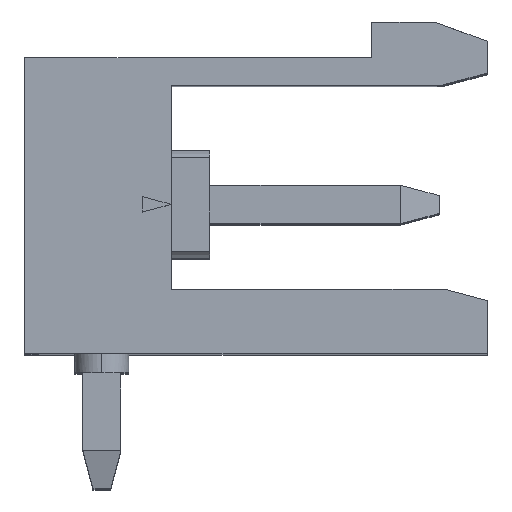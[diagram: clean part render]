
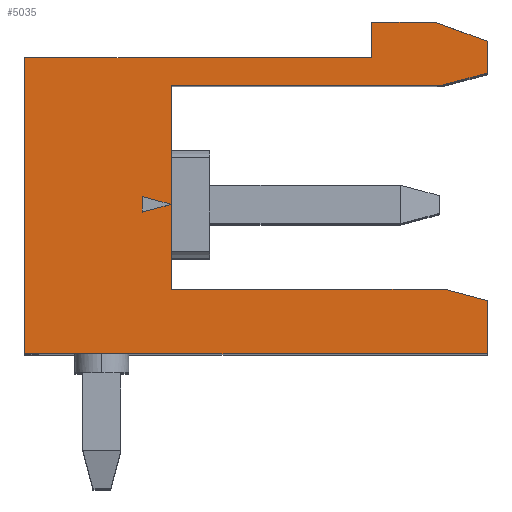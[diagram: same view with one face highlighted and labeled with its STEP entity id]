
A CAD part, top view. The second image highlights one B-rep face of the part: STEP entity #5035.
In plain terms, the highlighted planar face has unit normal (0, 0, 1).
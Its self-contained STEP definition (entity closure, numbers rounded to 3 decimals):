
#173 = LINE ( 'NONE', #5168, #1135 ) ;
#220 = ORIENTED_EDGE ( 'NONE', *, *, #3388, .T. ) ;
#272 = CARTESIAN_POINT ( 'NONE',  ( 45.627, 45.443, 2.54 ) ) ;
#391 = LINE ( 'NONE', #2356, #10860 ) ;
#462 = ORIENTED_EDGE ( 'NONE', *, *, #10166, .F. ) ;
#463 = CARTESIAN_POINT ( 'NONE',  ( 47.468, 44.737, 2.54 ) ) ;
#492 = ORIENTED_EDGE ( 'NONE', *, *, #1457, .F. ) ;
#700 = LINE ( 'NONE', #8475, #8464 ) ;
#740 = VERTEX_POINT ( 'NONE', #5553 ) ;
#777 = CARTESIAN_POINT ( 'NONE',  ( 48.627, 39.69, 2.54 ) ) ;
#910 = ORIENTED_EDGE ( 'NONE', *, *, #2806, .T. ) ;
#1032 = ORIENTED_EDGE ( 'NONE', *, *, #9769, .T. ) ;
#1135 = VECTOR ( 'NONE', #7187, 1000. ) ;
#1185 = CARTESIAN_POINT ( 'NONE',  ( 40.427, 39.69, 2.54 ) ) ;
#1201 = VECTOR ( 'NONE', #6117, 1000. ) ;
#1209 = DIRECTION ( 'NONE',  ( 0.966, -0.259, 0. ) ) ;
#1457 = EDGE_CURVE ( 'NONE', #8209, #10027, #7048, .T. ) ;
#1467 = FACE_BOUND ( 'NONE', #9992, .T. ) ;
#1508 = VECTOR ( 'NONE', #9619, 1000. ) ;
#1714 = VECTOR ( 'NONE', #10226, 1000. ) ;
#2109 = DIRECTION ( 'NONE',  ( 0., 1., 0. ) ) ;
#2130 = VERTEX_POINT ( 'NONE', #6604 ) ;
#2211 = CARTESIAN_POINT ( 'NONE',  ( 45.627, 46.373, 2.54 ) ) ;
#2220 = CARTESIAN_POINT ( 'NONE',  ( 39.845, 45.443, 2.54 ) ) ;
#2272 = DIRECTION ( 'NONE',  ( -1., 0., 0. ) ) ;
#2356 = CARTESIAN_POINT ( 'NONE',  ( 36.627, 44.573, 2.54 ) ) ;
#2504 = CARTESIAN_POINT ( 'NONE',  ( 48.627, 37.773, 2.54 ) ) ;
#2542 = CARTESIAN_POINT ( 'NONE',  ( 40.427, 39.443, 2.54 ) ) ;
#2789 = EDGE_CURVE ( 'NONE', #2130, #2998, #8966, .T. ) ;
#2806 = EDGE_CURVE ( 'NONE', #3645, #5176, #3540, .T. ) ;
#2887 = ORIENTED_EDGE ( 'NONE', *, *, #5966, .T. ) ;
#2998 = VERTEX_POINT ( 'NONE', #8838 ) ;
#3217 = VECTOR ( 'NONE', #9607, 1000. ) ;
#3230 = DIRECTION ( 'NONE',  ( -1., 0., 0. ) ) ;
#3388 = EDGE_CURVE ( 'NONE', #9674, #740, #5415, .T. ) ;
#3457 = EDGE_CURVE ( 'NONE', #6858, #8031, #11933, .T. ) ;
#3502 = ORIENTED_EDGE ( 'NONE', *, *, #10930, .F. ) ;
#3540 = LINE ( 'NONE', #12323, #11667 ) ;
#3645 = VERTEX_POINT ( 'NONE', #2504 ) ;
#3806 = VECTOR ( 'NONE', #2272, 1000. ) ;
#4095 = CARTESIAN_POINT ( 'NONE',  ( 48.627, 45.048, 2.54 ) ) ;
#4112 = FACE_OUTER_BOUND ( 'NONE', #12101, .T. ) ;
#4282 = AXIS2_PLACEMENT_3D ( 'NONE', #11102, #5016, #12146 ) ;
#4464 = LINE ( 'NONE', #463, #1508 ) ;
#4495 = CARTESIAN_POINT ( 'NONE',  ( 39.677, 39.69, 2.54 ) ) ;
#4525 = EDGE_CURVE ( 'NONE', #8031, #2130, #7656, .T. ) ;
#4595 = CARTESIAN_POINT ( 'NONE',  ( 47.253, 46.373, 2.54 ) ) ;
#4644 = CARTESIAN_POINT ( 'NONE',  ( 39.677, 41.442, 2.54 ) ) ;
#4730 = DIRECTION ( 'NONE',  ( 0., 1., 0. ) ) ;
#4931 = VECTOR ( 'NONE', #10326, 1000. ) ;
#5016 = DIRECTION ( 'NONE',  ( 0., 0., 1. ) ) ;
#5035 = ADVANCED_FACE ( 'NONE', ( #4112, #1467 ), #12102, .T. ) ;
#5168 = CARTESIAN_POINT ( 'NONE',  ( 48.627, 39.143, 2.54 ) ) ;
#5176 = VERTEX_POINT ( 'NONE', #12408 ) ;
#5415 = LINE ( 'NONE', #4495, #10529 ) ;
#5537 = DIRECTION ( 'NONE',  ( 0., 1., 0. ) ) ;
#5553 = CARTESIAN_POINT ( 'NONE',  ( 39.677, 41.844, 2.54 ) ) ;
#5728 = EDGE_CURVE ( 'NONE', #7487, #7392, #10203, .T. ) ;
#5852 = VECTOR ( 'NONE', #8830, 1000. ) ;
#5966 = EDGE_CURVE ( 'NONE', #5176, #6858, #173, .T. ) ;
#6117 = DIRECTION ( 'NONE',  ( 1., 0., 0. ) ) ;
#6174 = LINE ( 'NONE', #2220, #11261 ) ;
#6268 = ORIENTED_EDGE ( 'NONE', *, *, #11908, .T. ) ;
#6352 = CARTESIAN_POINT ( 'NONE',  ( 47.507, 39.443, 2.54 ) ) ;
#6604 = CARTESIAN_POINT ( 'NONE',  ( 40.427, 44.736, 2.54 ) ) ;
#6762 = EDGE_CURVE ( 'NONE', #740, #12175, #10089, .T. ) ;
#6858 = VERTEX_POINT ( 'NONE', #6352 ) ;
#6875 = VECTOR ( 'NONE', #4730, 1000. ) ;
#6925 = EDGE_CURVE ( 'NONE', #12175, #9674, #8315, .T. ) ;
#7048 = LINE ( 'NONE', #9201, #1714 ) ;
#7187 = DIRECTION ( 'NONE',  ( -0.966, 0.259, 0. ) ) ;
#7312 = CARTESIAN_POINT ( 'NONE',  ( 39.845, 39.443, 2.54 ) ) ;
#7392 = VERTEX_POINT ( 'NONE', #7488 ) ;
#7487 = VERTEX_POINT ( 'NONE', #4595 ) ;
#7488 = CARTESIAN_POINT ( 'NONE',  ( 48.627, 45.873, 2.54 ) ) ;
#7656 = LINE ( 'NONE', #1185, #4931 ) ;
#7810 = CARTESIAN_POINT ( 'NONE',  ( 47.94, 46.123, 2.54 ) ) ;
#8031 = VERTEX_POINT ( 'NONE', #2542 ) ;
#8076 = ORIENTED_EDGE ( 'NONE', *, *, #10114, .F. ) ;
#8124 = VERTEX_POINT ( 'NONE', #4095 ) ;
#8195 = ORIENTED_EDGE ( 'NONE', *, *, #6762, .T. ) ;
#8209 = VERTEX_POINT ( 'NONE', #272 ) ;
#8236 = CARTESIAN_POINT ( 'NONE',  ( 39.845, 44.736, 2.54 ) ) ;
#8315 = LINE ( 'NONE', #8549, #3217 ) ;
#8464 = VECTOR ( 'NONE', #9535, 1000. ) ;
#8475 = CARTESIAN_POINT ( 'NONE',  ( 47.427, 46.373, 2.54 ) ) ;
#8549 = CARTESIAN_POINT ( 'NONE',  ( 40.427, 41.643, 2.54 ) ) ;
#8723 = CARTESIAN_POINT ( 'NONE',  ( 36.627, 37.773, 2.54 ) ) ;
#8830 = DIRECTION ( 'NONE',  ( 0.94, -0.342, 0. ) ) ;
#8838 = CARTESIAN_POINT ( 'NONE',  ( 47.464, 44.736, 2.54 ) ) ;
#8881 = LINE ( 'NONE', #9704, #11579 ) ;
#8954 = ORIENTED_EDGE ( 'NONE', *, *, #2789, .T. ) ;
#8966 = LINE ( 'NONE', #8236, #1201 ) ;
#9201 = CARTESIAN_POINT ( 'NONE',  ( 45.627, 46.373, 2.54 ) ) ;
#9364 = CARTESIAN_POINT ( 'NONE',  ( 40.427, 41.643, 2.54 ) ) ;
#9535 = DIRECTION ( 'NONE',  ( 1., 0., 0. ) ) ;
#9572 = CARTESIAN_POINT ( 'NONE',  ( 36.627, 45.443, 2.54 ) ) ;
#9607 = DIRECTION ( 'NONE',  ( -0.966, -0.259, 0. ) ) ;
#9619 = DIRECTION ( 'NONE',  ( -0.966, -0.259, 0. ) ) ;
#9642 = LINE ( 'NONE', #777, #6875 ) ;
#9674 = VERTEX_POINT ( 'NONE', #4644 ) ;
#9701 = ORIENTED_EDGE ( 'NONE', *, *, #4525, .T. ) ;
#9704 = CARTESIAN_POINT ( 'NONE',  ( 38.127, 37.773, 2.54 ) ) ;
#9769 = EDGE_CURVE ( 'NONE', #8124, #7392, #9642, .T. ) ;
#9991 = CARTESIAN_POINT ( 'NONE',  ( 39.677, 41.844, 2.54 ) ) ;
#9992 = EDGE_LOOP ( 'NONE', ( #8195, #11732, #220 ) ) ;
#10027 = VERTEX_POINT ( 'NONE', #2211 ) ;
#10089 = LINE ( 'NONE', #9991, #12792 ) ;
#10095 = EDGE_CURVE ( 'NONE', #10972, #10143, #391, .T. ) ;
#10114 = EDGE_CURVE ( 'NONE', #10027, #7487, #700, .T. ) ;
#10143 = VERTEX_POINT ( 'NONE', #9572 ) ;
#10166 = EDGE_CURVE ( 'NONE', #8124, #2998, #4464, .T. ) ;
#10203 = LINE ( 'NONE', #7810, #5852 ) ;
#10226 = DIRECTION ( 'NONE',  ( 0., 1., 0. ) ) ;
#10326 = DIRECTION ( 'NONE',  ( 0., 1., 0. ) ) ;
#10529 = VECTOR ( 'NONE', #5537, 1000. ) ;
#10715 = DIRECTION ( 'NONE',  ( -1., 0., 0. ) ) ;
#10860 = VECTOR ( 'NONE', #12524, 1000. ) ;
#10930 = EDGE_CURVE ( 'NONE', #3645, #10972, #8881, .T. ) ;
#10972 = VERTEX_POINT ( 'NONE', #8723 ) ;
#11102 = CARTESIAN_POINT ( 'NONE',  ( 39.845, 39.69, 2.54 ) ) ;
#11261 = VECTOR ( 'NONE', #3230, 1000. ) ;
#11527 = ORIENTED_EDGE ( 'NONE', *, *, #3457, .T. ) ;
#11579 = VECTOR ( 'NONE', #10715, 1000. ) ;
#11667 = VECTOR ( 'NONE', #2109, 1000. ) ;
#11676 = ORIENTED_EDGE ( 'NONE', *, *, #5728, .F. ) ;
#11732 = ORIENTED_EDGE ( 'NONE', *, *, #6925, .T. ) ;
#11908 = EDGE_CURVE ( 'NONE', #8209, #10143, #6174, .T. ) ;
#11933 = LINE ( 'NONE', #7312, #3806 ) ;
#12101 = EDGE_LOOP ( 'NONE', ( #11527, #9701, #8954, #462, #1032, #11676, #8076, #492, #6268, #12180, #3502, #910, #2887 ) ) ;
#12102 = PLANE ( 'NONE',  #4282 ) ;
#12146 = DIRECTION ( 'NONE',  ( 1., 0., 0. ) ) ;
#12175 = VERTEX_POINT ( 'NONE', #9364 ) ;
#12180 = ORIENTED_EDGE ( 'NONE', *, *, #10095, .F. ) ;
#12323 = CARTESIAN_POINT ( 'NONE',  ( 48.627, 39.69, 2.54 ) ) ;
#12408 = CARTESIAN_POINT ( 'NONE',  ( 48.627, 39.143, 2.54 ) ) ;
#12524 = DIRECTION ( 'NONE',  ( 0., 1., 0. ) ) ;
#12792 = VECTOR ( 'NONE', #1209, 1000. ) ;
